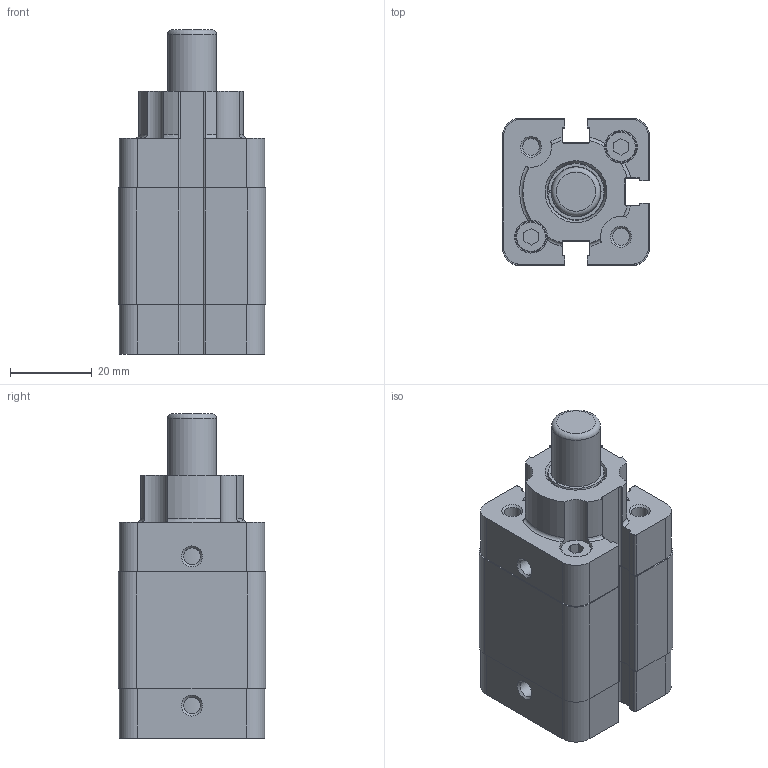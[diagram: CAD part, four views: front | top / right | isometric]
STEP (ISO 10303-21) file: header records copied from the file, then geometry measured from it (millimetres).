
FILE_DESCRIPTION((''),'2;1');
FILE_NAME('PST020.015.GS.L.stp','2014-02-20T16:27:17',('carlo.corazza'),(''),'Autodesk Inventor 2012','Autodesk Inventor 2012','');
FILE_SCHEMA(('AUTOMOTIVE_DESIGN { 1 0 10303 214 1 1 1 1 }'));
Length unit declared in the file: millimetre
Products named in the file (5): PST020.015.GS.L; TP; CORPO; STELO; TA
Assembly tree (4 placements, depth 2):
  PST020.015.GS.L
    TP
    CORPO
    STELO
    TA
Bounding box: 36.1 x 36.1 x 79.4 mm (x, y, z)
Volume: 58635.4 mm3; surface area: 23586.9 mm2
Topology: 4 solids, 6 shells, 312 faces, 819 edges, 535 vertices
Faces by surface type: plane 145, cylinder 124, cone 26, torus 17
Full cylindrical faces by diameter (mm): 4.134 x7, 5.9 x2, 6 x1, 7.5 x6, 8 x5, 12 x1, 13 x1, 13.7 x1, 14 x1, 16.5 x1, 20 x1
Entity records: 9816 total; most frequent: CARTESIAN_POINT 1808, DIRECTION 1666, ORIENTED_EDGE 1504, EDGE_CURVE 752, AXIS2_PLACEMENT_3D 609, VERTEX_POINT 527, VECTOR 448, LINE 448
